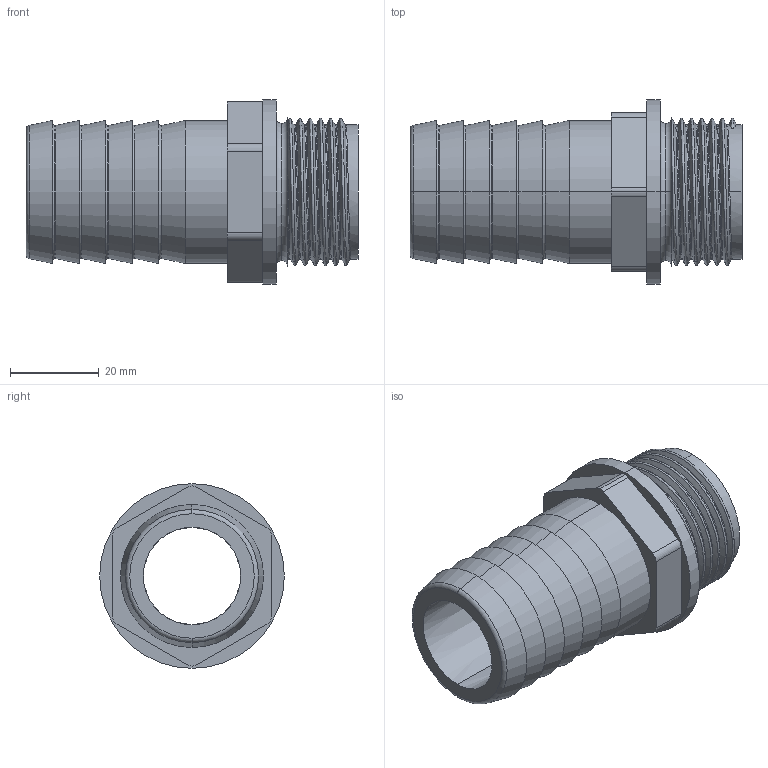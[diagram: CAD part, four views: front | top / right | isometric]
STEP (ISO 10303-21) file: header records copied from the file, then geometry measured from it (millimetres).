
FILE_DESCRIPTION (( 'STEP AP203' ), '1' );
FILE_NAME ('00130_0732.STEP', '2017-05-08T13:59:58', ( '' ), ( '' ), 'SwSTEP 2.0', 'SolidWorks 2011', '' );
FILE_SCHEMA (( 'CONFIG_CONTROL_DESIGN' ));
Length unit declared in the file: millimetre
Products named in the file (1): 00130_0732
Bounding box: 75 x 41.7 x 41.7 mm (x, y, z)
Volume: 32670.4 mm3; surface area: 16355.4 mm2
Topology: 1 solids, 1 shells, 97 faces, 222 edges, 136 vertices
Faces by surface type: torus 31, cylinder 28, plane 17, cone 16, bspline 5
Entity records: 5979 total; most frequent: CARTESIAN_POINT 3736, DIRECTION 488, ORIENTED_EDGE 444, EDGE_CURVE 222, AXIS2_PLACEMENT_3D 213, VERTEX_POINT 136, CIRCLE 120, EDGE_LOOP 108
